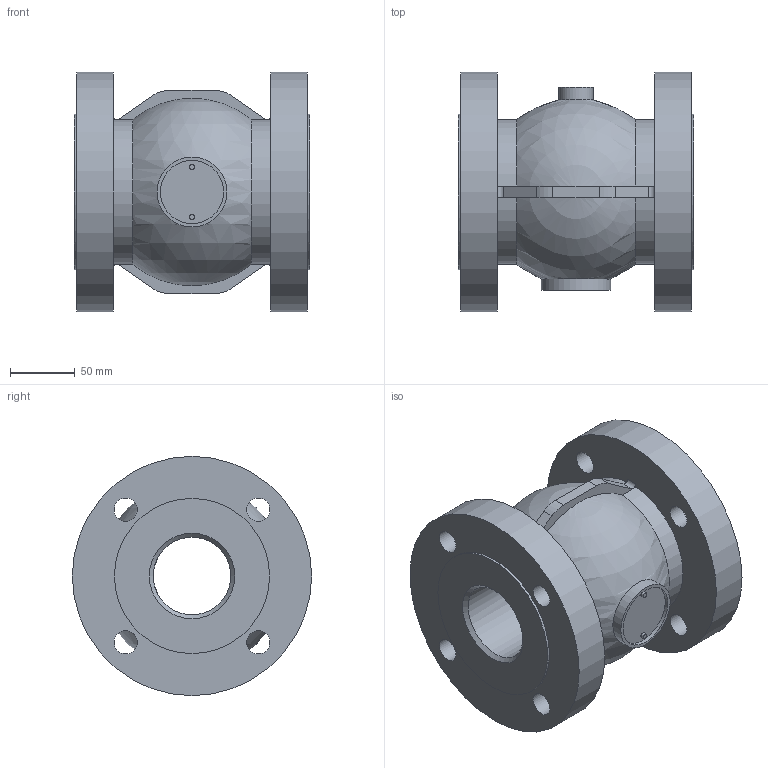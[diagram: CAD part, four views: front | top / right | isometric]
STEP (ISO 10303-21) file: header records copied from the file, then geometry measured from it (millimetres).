
FILE_DESCRIPTION((''),'2;1');
FILE_NAME('Quetschventil DN65 Standard.stp','2008-07-22T08:34:30',('hellwig'),(''),'Autodesk Inventor 2008','Autodesk Inventor 2008','');
FILE_SCHEMA(('AUTOMOTIVE_DESIGN { 1 0 10303 214 1 1 1 1 }'));
Length unit declared in the file: millimetre
Products named in the file (1): Quetschventil DN65
Bounding box: 182 x 185 x 185 mm (x, y, z)
Volume: 2607694.3 mm3; surface area: 219046 mm2
Topology: 1 solids, 1 shells, 56 faces, 142 edges, 97 vertices
Faces by surface type: cylinder 24, plane 18, bspline 10, cone 2, sphere 2
Full cylindrical faces by diameter (mm): 4 x2, 18 x4, 27 x1, 49 x1, 54 x1, 60 x1, 120 x1, 185 x1
Entity records: 1782 total; most frequent: CARTESIAN_POINT 469, DIRECTION 272, ORIENTED_EDGE 224, AXIS2_PLACEMENT_3D 114, EDGE_CURVE 112, EDGE_LOOP 106, VERTEX_POINT 88, CIRCLE 67
